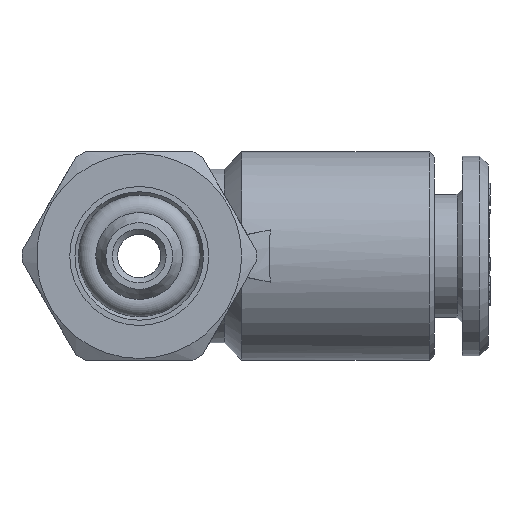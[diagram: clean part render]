
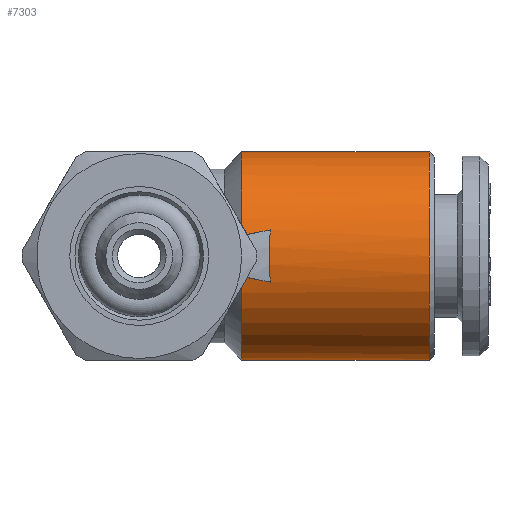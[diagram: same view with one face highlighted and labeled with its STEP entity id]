
A CAD part, front view. The second image highlights one B-rep face of the part: STEP entity #7303.
In plain terms, the highlighted cylindrical face has radius 6 mm (diameter 12 mm), a full revolution.
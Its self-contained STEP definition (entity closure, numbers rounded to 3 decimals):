
#35=ELLIPSE('',#7384,30.755,6.);
#42=ELLIPSE('',#7562,30.755,6.);
#54=B_SPLINE_CURVE_WITH_KNOTS('',3,(#9169,#9170,#9171,#9172),
 .UNSPECIFIED.,.F.,.F.,(4,4),(0.,0.003),
 .UNSPECIFIED.);
#248=B_SPLINE_CURVE_WITH_KNOTS('',3,(#15496,#15497,#15498,#15499),
 .UNSPECIFIED.,.F.,.F.,(4,4),(0.,0.001),
 .UNSPECIFIED.);
#249=B_SPLINE_CURVE_WITH_KNOTS('',3,(#15500,#15501,#15502,#15503),
 .UNSPECIFIED.,.F.,.F.,(4,4),(0.,0.001),
 .UNSPECIFIED.);
#363=CYLINDRICAL_SURFACE('',#7601,6.);
#2777=ORIENTED_EDGE('',*,*,#3093,.T.);
#2778=ORIENTED_EDGE('',*,*,#3547,.F.);
#2779=ORIENTED_EDGE('',*,*,#3040,.F.);
#2780=ORIENTED_EDGE('',*,*,#2901,.T.);
#2781=ORIENTED_EDGE('',*,*,#3519,.T.);
#2782=ORIENTED_EDGE('',*,*,#3003,.F.);
#2783=ORIENTED_EDGE('',*,*,#3544,.T.);
#2784=ORIENTED_EDGE('',*,*,#3543,.T.);
#2901=EDGE_CURVE('',#3626,#3628,#54,.T.);
#3003=EDGE_CURVE('',#3723,#3724,#4104,.T.);
#3040=EDGE_CURVE('',#3626,#3755,#35,.T.);
#3093=EDGE_CURVE('',#3801,#3801,#4109,.T.);
#3519=EDGE_CURVE('',#3628,#3724,#42,.T.);
#3543=EDGE_CURVE('',#3857,#4059,#248,.T.);
#3544=EDGE_CURVE('',#3723,#3857,#249,.T.);
#3547=EDGE_CURVE('',#3755,#4059,#4148,.T.);
#3626=VERTEX_POINT('',#9164);
#3628=VERTEX_POINT('',#9168);
#3723=VERTEX_POINT('',#9811);
#3724=VERTEX_POINT('',#9813);
#3755=VERTEX_POINT('',#10371);
#3801=VERTEX_POINT('',#11036);
#3857=VERTEX_POINT('',#11462);
#4059=VERTEX_POINT('',#15495);
#4104=CIRCLE('',#7379,6.);
#4109=CIRCLE('',#7396,6.);
#4148=CIRCLE('',#7600,6.);
#4510=EDGE_LOOP('',(#2777));
#4511=EDGE_LOOP('',(#2778,#2779,#2780,#2781,#2782,#2783,#2784));
#4879=FACE_BOUND('',#4510,.T.);
#4880=FACE_BOUND('',#4511,.T.);
#7303=ADVANCED_FACE('',(#4879,#4880),#363,.T.);
#7379=AXIS2_PLACEMENT_3D('',#9812,#7819,#7820);
#7384=AXIS2_PLACEMENT_3D('',#10370,#7849,#7850);
#7396=AXIS2_PLACEMENT_3D('',#11035,#7898,#7899);
#7562=AXIS2_PLACEMENT_3D('',#14982,#8491,#8492);
#7600=AXIS2_PLACEMENT_3D('',#15587,#8579,#8580);
#7601=AXIS2_PLACEMENT_3D('',#15588,#8581,#8582);
#7819=DIRECTION('',(-1.,0.,0.));
#7820=DIRECTION('',(0.,0.,1.));
#7849=DIRECTION('',(0.195,0.,-0.981));
#7850=DIRECTION('',(0.981,0.,0.195));
#7898=DIRECTION('',(-1.,0.,0.));
#7899=DIRECTION('',(0.,0.,1.));
#8491=DIRECTION('',(-0.195,0.,-0.981));
#8492=DIRECTION('',(0.981,0.,-0.195));
#8579=DIRECTION('',(-1.,0.,0.));
#8580=DIRECTION('',(0.,0.,1.));
#8581=DIRECTION('',(1.,0.,0.));
#8582=DIRECTION('',(0.,0.,1.));
#9164=CARTESIAN_POINT('',(7.543,-5.809,1.5));
#9168=CARTESIAN_POINT('',(7.543,-5.809,-1.5));
#9169=CARTESIAN_POINT('',(7.543,-5.809,1.5));
#9170=CARTESIAN_POINT('',(7.479,-6.065,0.513));
#9171=CARTESIAN_POINT('',(7.479,-6.064,-0.513));
#9172=CARTESIAN_POINT('',(7.543,-5.809,-1.5));
#9811=CARTESIAN_POINT('',(5.9,5.95,-0.771));
#9812=CARTESIAN_POINT('',(5.9,0.,0.));
#9813=CARTESIAN_POINT('',(5.9,-5.884,-1.174));
#10370=CARTESIAN_POINT('',(0.,0.,0.));
#10371=CARTESIAN_POINT('',(5.9,-5.884,1.174));
#11035=CARTESIAN_POINT('',(16.7,0.,0.));
#11036=CARTESIAN_POINT('',(16.7,0.,6.));
#11462=CARTESIAN_POINT('',(6.,6.,0.));
#14982=CARTESIAN_POINT('',(0.,0.,0.));
#15495=CARTESIAN_POINT('',(5.9,5.95,0.771));
#15496=CARTESIAN_POINT('',(6.,6.,0.));
#15497=CARTESIAN_POINT('',(6.,6.,0.263));
#15498=CARTESIAN_POINT('',(5.966,5.983,0.519));
#15499=CARTESIAN_POINT('',(5.9,5.95,0.771));
#15500=CARTESIAN_POINT('',(5.9,5.95,-0.771));
#15501=CARTESIAN_POINT('',(5.966,5.983,-0.519));
#15502=CARTESIAN_POINT('',(6.,6.,-0.263));
#15503=CARTESIAN_POINT('',(6.,6.,0.));
#15587=CARTESIAN_POINT('',(5.9,0.,0.));
#15588=CARTESIAN_POINT('',(-3.45,0.,0.));
